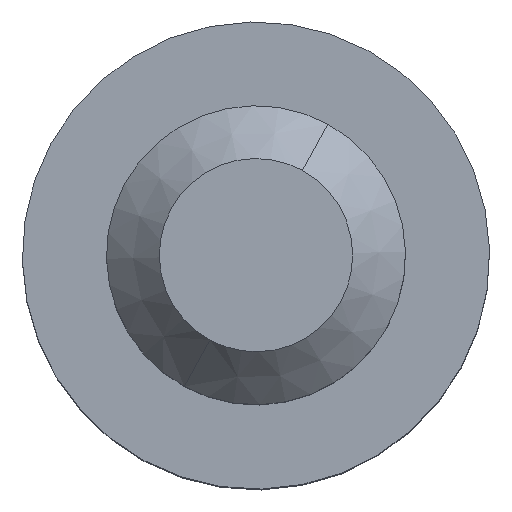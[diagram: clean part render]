
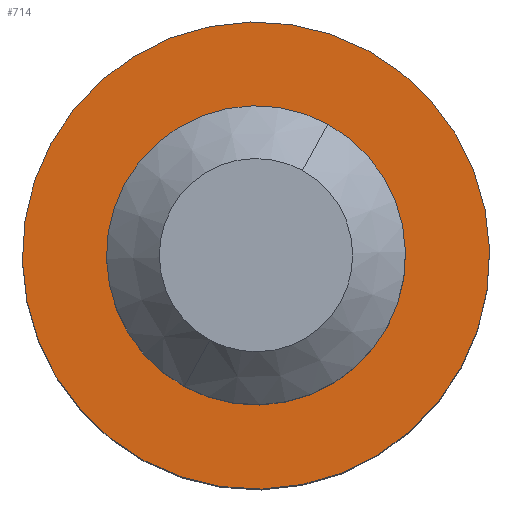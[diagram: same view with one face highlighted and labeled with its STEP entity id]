
A CAD part, top view. The second image highlights one B-rep face of the part: STEP entity #714.
In plain terms, the highlighted planar face has unit normal (0, 0, 1).
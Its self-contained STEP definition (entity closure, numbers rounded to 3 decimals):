
#454=CARTESIAN_POINT('Vertex',(1.498,2.742,12.7)) ;
#457=CARTESIAN_POINT('Axis2P3D Location',(0.,0.,12.7)) ;
#461=CARTESIAN_POINT('Vertex',(-1.498,-2.742,12.7)) ;
#481=CARTESIAN_POINT('Axis2P3D Location',(0.,0.,12.7)) ;
#498=CARTESIAN_POINT('Axis2P3D Location',(0.,0.,12.7)) ;
#502=CARTESIAN_POINT('Vertex',(0.959,1.755,12.7)) ;
#504=CARTESIAN_POINT('Vertex',(-0.959,-1.755,12.7)) ;
#533=CARTESIAN_POINT('Axis2P3D Location',(0.,0.,12.7)) ;
#701=CARTESIAN_POINT('Axis2P3D Location',(0.,3.125,12.7)) ;
#458=DIRECTION('Axis2P3D Direction',(0.,0.,-1.)) ;
#482=DIRECTION('Axis2P3D Direction',(0.,0.,-1.)) ;
#499=DIRECTION('Axis2P3D Direction',(0.,0.,-1.)) ;
#534=DIRECTION('Axis2P3D Direction',(0.,0.,-1.)) ;
#702=DIRECTION('Axis2P3D Direction',(0.,0.,-1.)) ;
#703=DIRECTION('Axis2P3D XDirection',(1.,0.,0.)) ;
#459=AXIS2_PLACEMENT_3D('Circle Axis2P3D',#457,#458,$) ;
#483=AXIS2_PLACEMENT_3D('Circle Axis2P3D',#481,#482,$) ;
#500=AXIS2_PLACEMENT_3D('Circle Axis2P3D',#498,#499,$) ;
#535=AXIS2_PLACEMENT_3D('Circle Axis2P3D',#533,#534,$) ;
#704=AXIS2_PLACEMENT_3D('Plane Axis2P3D',#701,#702,#703) ;
#707=ORIENTED_EDGE('',*,*,#463,.F.) ;
#708=ORIENTED_EDGE('',*,*,#485,.F.) ;
#711=ORIENTED_EDGE('',*,*,#537,.T.) ;
#712=ORIENTED_EDGE('',*,*,#506,.T.) ;
#713=FACE_BOUND('',#710,.T.) ;
#714=ADVANCED_FACE('Corps principal',(#709,#713),#705,.F.) ;
#460=CIRCLE('generated circle',#459,3.125) ;
#484=CIRCLE('generated circle',#483,3.125) ;
#501=CIRCLE('generated circle',#500,2.) ;
#536=CIRCLE('generated circle',#535,2.) ;
#463=EDGE_CURVE('',#455,#462,#460,.T.) ;
#485=EDGE_CURVE('',#462,#455,#484,.T.) ;
#506=EDGE_CURVE('',#503,#505,#501,.T.) ;
#537=EDGE_CURVE('',#505,#503,#536,.T.) ;
#706=EDGE_LOOP('',(#707,#708)) ;
#710=EDGE_LOOP('',(#711,#712)) ;
#709=FACE_OUTER_BOUND('',#706,.T.) ;
#705=PLANE('',#704) ;
#455=VERTEX_POINT('',#454) ;
#462=VERTEX_POINT('',#461) ;
#503=VERTEX_POINT('',#502) ;
#505=VERTEX_POINT('',#504) ;
